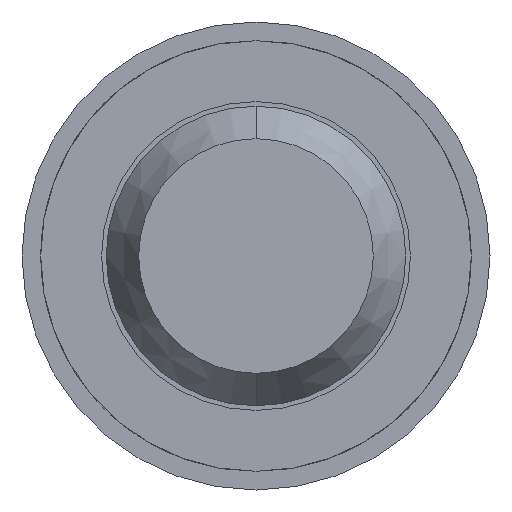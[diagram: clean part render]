
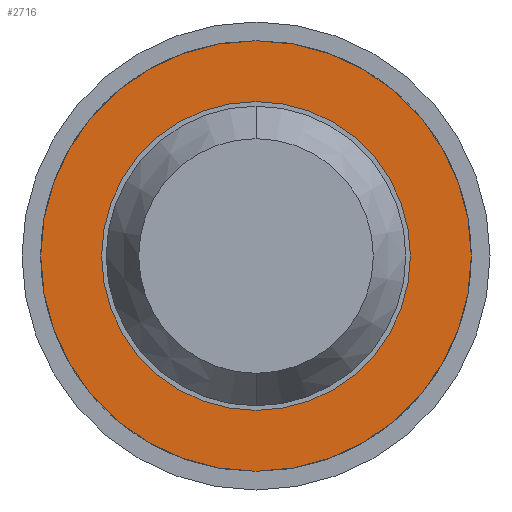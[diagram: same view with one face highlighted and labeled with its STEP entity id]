
A CAD part, front view. The second image highlights one B-rep face of the part: STEP entity #2716.
In plain terms, the highlighted planar face has unit normal (0, -1, 0).
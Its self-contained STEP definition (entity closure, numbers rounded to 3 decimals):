
#63 = AXIS2_PLACEMENT_3D ( 'NONE', #4461, #1991, #992 ) ;
#166 = ORIENTED_EDGE ( 'NONE', *, *, #1122, .F. ) ;
#220 = EDGE_CURVE ( 'Defeature ausgef�hrt1_14+Defeature ausgef�hrt1_13+Defeature ausgef�hrt1_13+Defeature ausgef�hrt1_13', #1476, #2428, #1089, .T. ) ;
#318 = CARTESIAN_POINT ( 'NONE',  ( 0., -1.7, -1.15 ) ) ;
#406 = DIRECTION ( 'NONE',  ( 0., 0., 1. ) ) ;
#494 = ORIENTED_EDGE ( 'NONE', *, *, #2004, .T. ) ;
#576 = ORIENTED_EDGE ( 'NONE', *, *, #220, .T. ) ;
#597 = DIRECTION ( 'NONE',  ( 0., 1., 0. ) ) ;
#724 = FACE_OUTER_BOUND ( 'NONE', #750, .T. ) ;
#747 = DIRECTION ( 'NONE',  ( 0., 1., 0. ) ) ;
#750 = EDGE_LOOP ( 'NONE', ( #3129, #166 ) ) ;
#992 = DIRECTION ( 'NONE',  ( 0., 0., 1. ) ) ;
#1042 = CARTESIAN_POINT ( 'NONE',  ( 0., -1.7, 0. ) ) ;
#1089 = CIRCLE ( 'NONE', #63, 0.825 ) ;
#1121 = CARTESIAN_POINT ( 'NONE',  ( 0., -1.7, 0.825 ) ) ;
#1122 = EDGE_CURVE ( 'Defeature ausgef�hrt1_7+Defeature ausgef�hrt1_14+Defeature ausgef�hrt1_14+Defeature ausgef�hrt1_14', #3286, #1935, #4413, .T. ) ;
#1152 = PLANE ( 'NONE',  #1963 ) ;
#1343 = CARTESIAN_POINT ( 'NONE',  ( 0., -1.7, 0. ) ) ;
#1413 = FACE_BOUND ( 'NONE', #2197, .T. ) ;
#1476 = VERTEX_POINT ( 'NONE', #3331 ) ;
#1479 = AXIS2_PLACEMENT_3D ( 'NONE', #1343, #3834, #3788 ) ;
#1935 = VERTEX_POINT ( 'NONE', #3625 ) ;
#1963 = AXIS2_PLACEMENT_3D ( 'NONE', #3604, #747, #406 ) ;
#1991 = DIRECTION ( 'NONE',  ( 0., 1., 0. ) ) ;
#2004 = EDGE_CURVE ( 'Defeature ausgef�hrt1_14+Defeature ausgef�hrt1_13+Defeature ausgef�hrt1_13+Defeature ausgef�hrt1_13', #2428, #1476, #3220, .T. ) ;
#2197 = EDGE_LOOP ( 'NONE', ( #494, #576 ) ) ;
#2256 = DIRECTION ( 'NONE',  ( 0., 1., 0. ) ) ;
#2428 = VERTEX_POINT ( 'NONE', #1121 ) ;
#2532 = CARTESIAN_POINT ( 'NONE',  ( 0., -1.7, 0. ) ) ;
#2716 = ADVANCED_FACE ( 'Defeature ausgef�hrt1_14', ( #724, #1413 ), #1152, .F. ) ;
#3129 = ORIENTED_EDGE ( 'NONE', *, *, #3770, .F. ) ;
#3220 = CIRCLE ( 'NONE', #3516, 0.825 ) ;
#3272 = AXIS2_PLACEMENT_3D ( 'NONE', #1042, #597, #4159 ) ;
#3286 = VERTEX_POINT ( 'NONE', #318 ) ;
#3322 = DIRECTION ( 'NONE',  ( 0., 0., 1. ) ) ;
#3331 = CARTESIAN_POINT ( 'NONE',  ( 0., -1.7, -0.825 ) ) ;
#3494 = CIRCLE ( 'NONE', #3272, 1.15 ) ;
#3516 = AXIS2_PLACEMENT_3D ( 'NONE', #2532, #2256, #3322 ) ;
#3604 = CARTESIAN_POINT ( 'NONE',  ( 0.825, -1.7, 0. ) ) ;
#3625 = CARTESIAN_POINT ( 'NONE',  ( 0., -1.7, 1.15 ) ) ;
#3770 = EDGE_CURVE ( 'Defeature ausgef�hrt1_7+Defeature ausgef�hrt1_14+Defeature ausgef�hrt1_14+Defeature ausgef�hrt1_14', #1935, #3286, #3494, .T. ) ;
#3788 = DIRECTION ( 'NONE',  ( 0., 0., 1. ) ) ;
#3834 = DIRECTION ( 'NONE',  ( 0., 1., 0. ) ) ;
#4159 = DIRECTION ( 'NONE',  ( 0., 0., 1. ) ) ;
#4413 = CIRCLE ( 'NONE', #1479, 1.15 ) ;
#4461 = CARTESIAN_POINT ( 'NONE',  ( 0., -1.7, 0. ) ) ;
